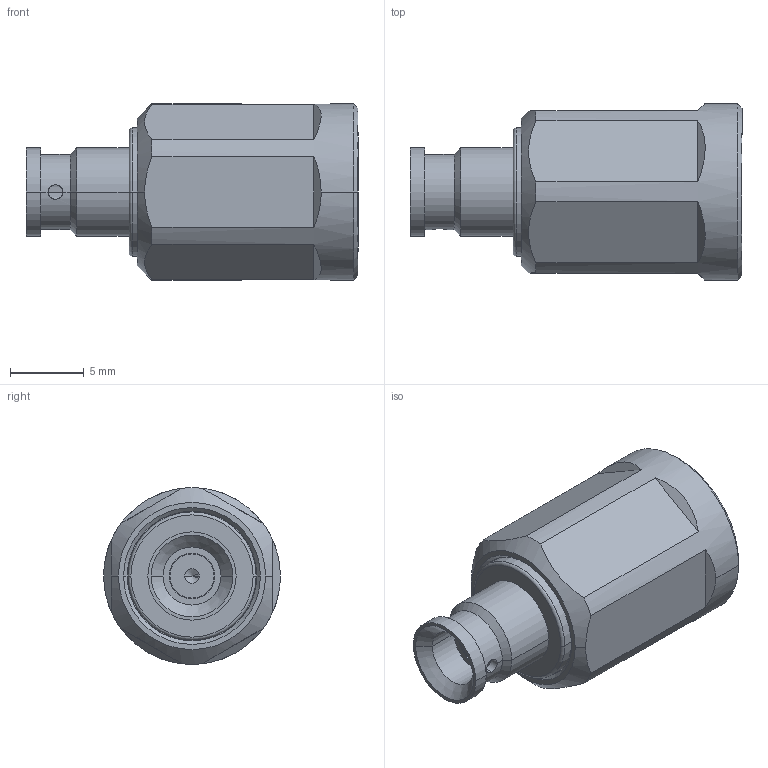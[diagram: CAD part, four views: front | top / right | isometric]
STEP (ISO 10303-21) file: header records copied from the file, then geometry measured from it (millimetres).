
FILE_DESCRIPTION (( 'STEP AP203' ), '1' );
FILE_NAME ('LCCN3230_3D.STEP', '2022-09-02T07:20:05', ( '' ), ( '' ), 'SwSTEP 2.0', 'SolidWorks 2021', '' );
FILE_SCHEMA (( 'CONFIG_CONTROL_DESIGN' ));
Length unit declared in the file: millimetre
Products named in the file (1): LCCN3230_3D
Bounding box: 22.55 x 12 x 12 mm (x, y, z)
Volume: 1078.4 mm3; surface area: 2568.6 mm2
Topology: 5 solids, 7 shells, 257 faces, 630 edges, 400 vertices
Faces by surface type: cylinder 122, plane 77, cone 42, torus 14, bspline 2
Entity records: 10402 total; most frequent: CARTESIAN_POINT 4328, ORIENTED_EDGE 1256, DIRECTION 1244, EDGE_CURVE 628, AXIS2_PLACEMENT_3D 501, VERTEX_POINT 400, EDGE_LOOP 288, FACE_OUTER_BOUND 257
